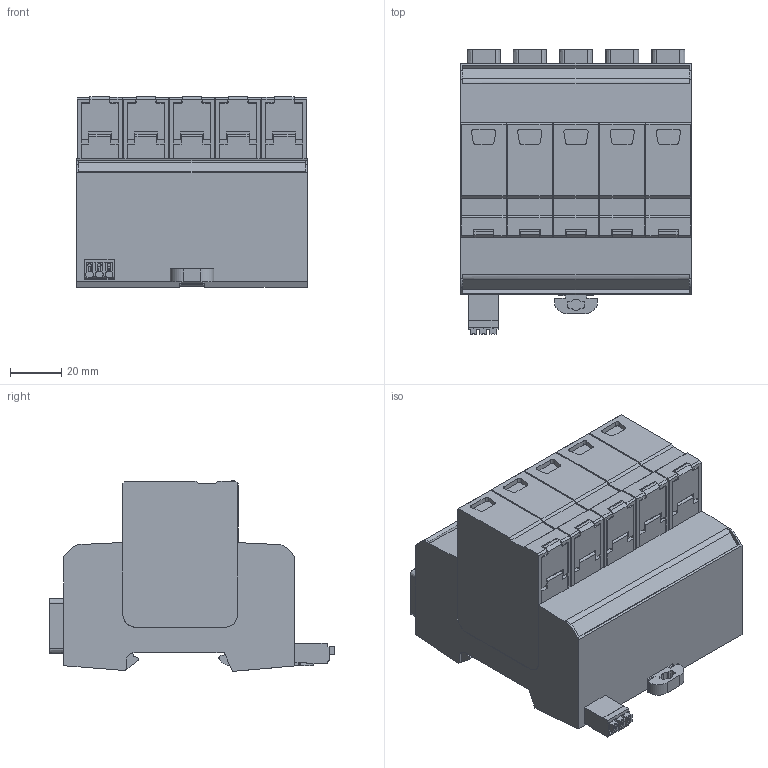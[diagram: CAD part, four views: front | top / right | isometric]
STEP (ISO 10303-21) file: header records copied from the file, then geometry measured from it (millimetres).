
FILE_DESCRIPTION(('CATIA V5 STEP Exchange','CAx-IF Rec.Pracs.--- Model Styling and Organization---1.4--- 2014-01-23'),'2;1');
FILE_NAME ('D1601826_1', '2024-02-15T08:58:10+00:00', ('none'), ('Weidmueller'), 'CATIA Version 5-6 Release 2016 SP3 HF44', 'CATIA V5 STEP AP214', 'none');
FILE_SCHEMA(('AUTOMOTIVE_DESIGN { 1 0 10303 214 1 1 1 1 }'));
Length unit declared in the file: millimetre
Products named in the file (1): S3D_VPU_PV_I-II_5_R_1500
Bounding box: 90 x 110.9 x 74.3 mm (x, y, z)
Volume: 457522 mm3; surface area: 51881.2 mm2
Topology: 1 solids, 1 shells, 780 faces, 2274 edges, 1506 vertices
Faces by surface type: plane 586, extrusion 98, cylinder 96
Entity records: 26643 total; most frequent: CARTESIAN_POINT 6416, ORIENTED_EDGE 4548, DIRECTION 3096, EDGE_CURVE 2274, VECTOR 1872, LINE 1774, VERTEX_POINT 1506, EDGE_LOOP 818
